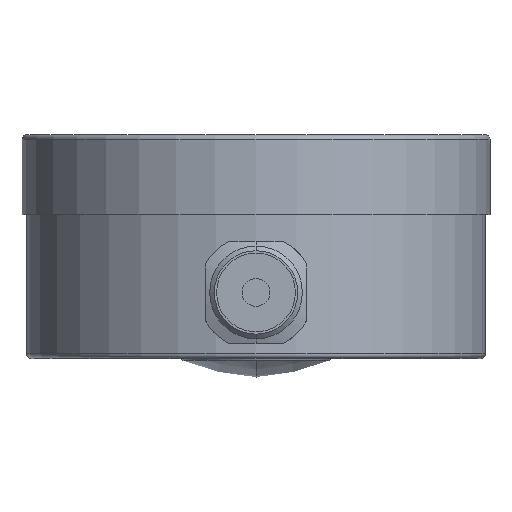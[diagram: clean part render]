
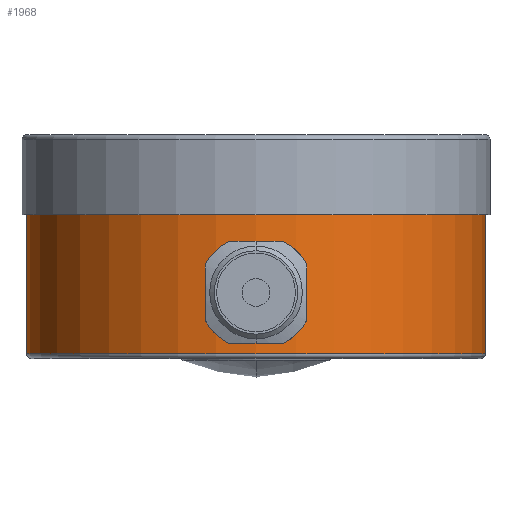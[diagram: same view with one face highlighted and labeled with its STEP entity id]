
A CAD part, front view. The second image highlights one B-rep face of the part: STEP entity #1968.
In plain terms, the highlighted cylindrical face has radius 49.5 mm (diameter 99 mm), a partial arc.
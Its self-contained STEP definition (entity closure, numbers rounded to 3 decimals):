
#54 = AXIS2_PLACEMENT_3D ( 'NONE', #912, #913, #914 ) ;
#80 = AXIS2_PLACEMENT_3D ( 'NONE', #2532, #2533, #2534 ) ;
#111 = AXIS2_PLACEMENT_3D ( 'NONE', #2666, #2667, #2665 ) ;
#227 = EDGE_LOOP ( 'NONE', ( #1019, #1472, #1080, #1058 ) ) ;
#377 = VERTEX_POINT ( 'NONE', #2425 ) ;
#887 = CARTESIAN_POINT ( 'NONE',  ( 49.5, 0., -18. ) ) ;
#907 = DIRECTION ( 'NONE',  ( 0., 0., -1. ) ) ;
#911 = CARTESIAN_POINT ( 'NONE',  ( 49.5, 0., 0. ) ) ;
#912 = CARTESIAN_POINT ( 'NONE',  ( 0., 0., -48. ) ) ;
#913 = DIRECTION ( 'NONE',  ( 0., 0., 1. ) ) ;
#914 = DIRECTION ( 'NONE',  ( -1., 0., 0. ) ) ;
#924 = DIRECTION ( 'NONE',  ( 0., 0., -1. ) ) ;
#926 = CARTESIAN_POINT ( 'NONE',  ( -49.5, 0., 0. ) ) ;
#1019 = ORIENTED_EDGE ( 'NONE', *, *, #1761, .F. ) ;
#1058 = ORIENTED_EDGE ( 'NONE', *, *, #1760, .T. ) ;
#1080 = ORIENTED_EDGE ( 'NONE', *, *, #1767, .T. ) ;
#1346 = CARTESIAN_POINT ( 'NONE',  ( -49.5, 0., -18. ) ) ;
#1373 = CARTESIAN_POINT ( 'NONE',  ( 49.5, 0., -48. ) ) ;
#1472 = ORIENTED_EDGE ( 'NONE', *, *, #1825, .T. ) ;
#1553 = VERTEX_POINT ( 'NONE', #887 ) ;
#1760 = EDGE_CURVE ( 'NONE', #377, #2712, #2077, .T. ) ;
#1761 = EDGE_CURVE ( 'NONE', #1553, #2712, #2072, .T. ) ;
#1767 = EDGE_CURVE ( 'NONE', #2044, #377, #2085, .T. ) ;
#1825 = EDGE_CURVE ( 'NONE', #1553, #2044, #2139, .T. ) ;
#1968 = ADVANCED_FACE ( 'NONE', ( #2205 ), #2210, .T. ) ;
#2044 = VERTEX_POINT ( 'NONE', #1346 ) ;
#2072 = LINE ( 'NONE', #911, #2073 ) ;
#2073 = VECTOR ( 'NONE', #907, 1000. ) ;
#2077 = CIRCLE ( 'NONE', #54, 49.5 ) ;
#2085 = LINE ( 'NONE', #926, #2087 ) ;
#2087 = VECTOR ( 'NONE', #924, 1000. ) ;
#2139 = CIRCLE ( 'NONE', #80, 49.5 ) ;
#2205 = FACE_OUTER_BOUND ( 'NONE', #227, .T. ) ;
#2210 = CYLINDRICAL_SURFACE ( 'NONE', #111, 49.5 ) ;
#2425 = CARTESIAN_POINT ( 'NONE',  ( -49.5, 0., -48. ) ) ;
#2532 = CARTESIAN_POINT ( 'NONE',  ( 0., 0., -18. ) ) ;
#2533 = DIRECTION ( 'NONE',  ( 0., 0., -1. ) ) ;
#2534 = DIRECTION ( 'NONE',  ( -1., 0., 0. ) ) ;
#2665 = DIRECTION ( 'NONE',  ( -1., 0., 0. ) ) ;
#2666 = CARTESIAN_POINT ( 'NONE',  ( 0., 0., 0. ) ) ;
#2667 = DIRECTION ( 'NONE',  ( 0., 0., -1. ) ) ;
#2712 = VERTEX_POINT ( 'NONE', #1373 ) ;
